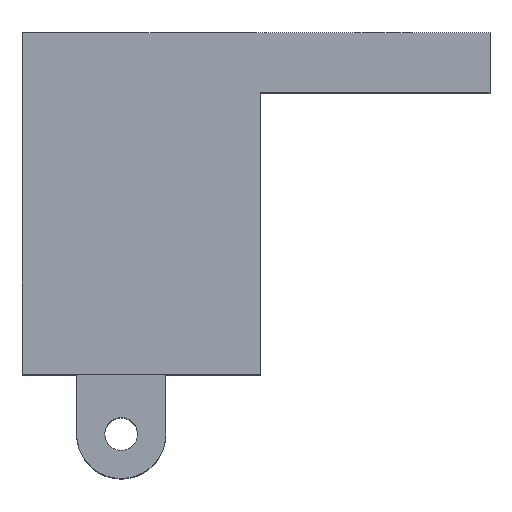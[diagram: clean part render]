
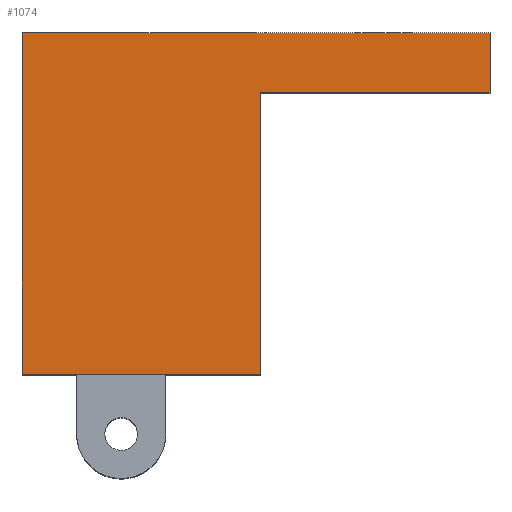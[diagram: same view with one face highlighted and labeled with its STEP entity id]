
A CAD part, top view. The second image highlights one B-rep face of the part: STEP entity #1074.
In plain terms, the highlighted planar face has unit normal (0, 0, 1).
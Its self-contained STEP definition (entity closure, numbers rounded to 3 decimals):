
#64=PLANE('',#1161);
#119=FACE_OUTER_BOUND('',#186,.T.);
#186=EDGE_LOOP('',(#905,#906,#907,#908,#909,#910));
#288=LINE('',#1660,#415);
#299=LINE('',#1681,#426);
#301=LINE('',#1685,#428);
#302=LINE('',#1687,#429);
#303=LINE('',#1689,#430);
#304=LINE('',#1690,#431);
#415=VECTOR('',#1365,10.);
#426=VECTOR('',#1382,10.);
#428=VECTOR('',#1386,10.);
#429=VECTOR('',#1387,10.);
#430=VECTOR('',#1388,10.);
#431=VECTOR('',#1389,10.);
#548=VERTEX_POINT('',#1656);
#550=VERTEX_POINT('',#1659);
#557=VERTEX_POINT('',#1679);
#558=VERTEX_POINT('',#1684);
#559=VERTEX_POINT('',#1686);
#560=VERTEX_POINT('',#1688);
#676=EDGE_CURVE('',#548,#550,#288,.T.);
#687=EDGE_CURVE('',#557,#548,#299,.T.);
#689=EDGE_CURVE('',#558,#557,#301,.T.);
#690=EDGE_CURVE('',#559,#558,#302,.T.);
#691=EDGE_CURVE('',#559,#560,#303,.T.);
#692=EDGE_CURVE('',#550,#560,#304,.T.);
#905=ORIENTED_EDGE('',*,*,#689,.F.);
#906=ORIENTED_EDGE('',*,*,#690,.F.);
#907=ORIENTED_EDGE('',*,*,#691,.T.);
#908=ORIENTED_EDGE('',*,*,#692,.F.);
#909=ORIENTED_EDGE('',*,*,#676,.F.);
#910=ORIENTED_EDGE('',*,*,#687,.F.);
#1074=ADVANCED_FACE('',(#119),#64,.T.);
#1161=AXIS2_PLACEMENT_3D('',#1683,#1384,#1385);
#1365=DIRECTION('',(0.,-1.,0.));
#1382=DIRECTION('',(1.,0.,0.));
#1384=DIRECTION('center_axis',(0.,0.,1.));
#1385=DIRECTION('ref_axis',(1.,0.,0.));
#1386=DIRECTION('',(0.,1.,0.));
#1387=DIRECTION('',(-1.,0.,0.));
#1388=DIRECTION('',(0.,1.,0.));
#1389=DIRECTION('',(-1.,0.,0.));
#1656=CARTESIAN_POINT('',(32.082,15.2,29.2));
#1659=CARTESIAN_POINT('',(32.082,12.2,29.2));
#1660=CARTESIAN_POINT('',(32.082,15.2,29.2));
#1679=CARTESIAN_POINT('',(8.5,15.2,29.2));
#1681=CARTESIAN_POINT('',(8.5,15.2,29.2));
#1683=CARTESIAN_POINT('Origin',(8.5,0.,29.2));
#1684=CARTESIAN_POINT('',(8.5,-2.,29.2));
#1685=CARTESIAN_POINT('',(8.5,0.,29.2));
#1686=CARTESIAN_POINT('',(20.5,-2.,29.2));
#1687=CARTESIAN_POINT('',(8.5,-2.,29.2));
#1688=CARTESIAN_POINT('',(20.5,12.2,29.2));
#1689=CARTESIAN_POINT('',(20.5,0.,29.2));
#1690=CARTESIAN_POINT('',(8.5,12.2,29.2));
